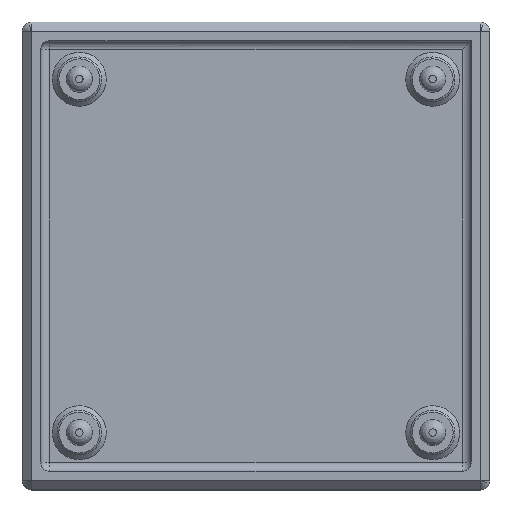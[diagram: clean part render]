
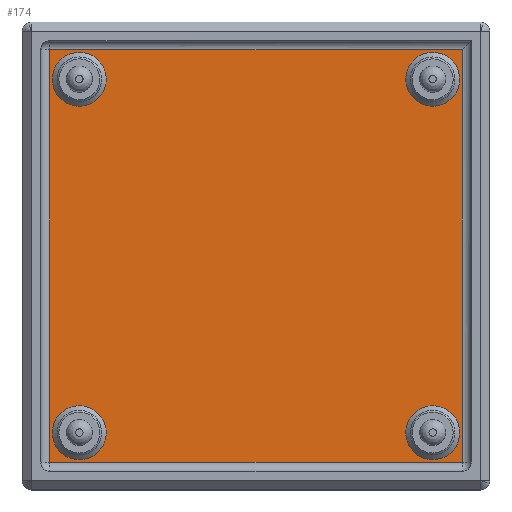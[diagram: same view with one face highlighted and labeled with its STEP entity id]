
A CAD part, top view. The second image highlights one B-rep face of the part: STEP entity #174.
In plain terms, the highlighted planar face has unit normal (0, 0, 1).
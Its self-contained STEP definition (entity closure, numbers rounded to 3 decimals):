
#55=CARTESIAN_POINT('',(-0.433,-1.473,68.495));
#56=DIRECTION('',(0.,-0.,-1.));
#57=DIRECTION('',(0.,1.,-0.));
#58=AXIS2_PLACEMENT_3D('',#55,#56,#57);
#59=PLANE('',#58);
#60=CARTESIAN_POINT('',(-19.433,20.427,68.495));
#61=VERTEX_POINT('',#60);
#62=CARTESIAN_POINT('',(-22.333,17.527,68.495));
#63=VERTEX_POINT('',#62);
#64=CARTESIAN_POINT('',(-19.433,17.527,68.495));
#65=DIRECTION('',(0.,-0.,-1.));
#66=DIRECTION('',(0.,1.,-0.));
#67=AXIS2_PLACEMENT_3D('',#64,#65,#66);
#68=CIRCLE('',#67,2.9);
#69=EDGE_CURVE('',#61,#63,#68,.T.);
#70=ORIENTED_EDGE('',*,*,#69,.T.);
#71=CARTESIAN_POINT('',(-19.433,17.527,68.495));
#72=DIRECTION('',(0.,-0.,-1.));
#73=DIRECTION('',(0.,1.,-0.));
#74=AXIS2_PLACEMENT_3D('',#71,#72,#73);
#75=CIRCLE('',#74,2.9);
#76=EDGE_CURVE('',#63,#61,#75,.T.);
#77=ORIENTED_EDGE('',*,*,#76,.T.);
#78=EDGE_LOOP('',(#70,#77));
#79=FACE_BOUND('',#78,.T.);
#80=CARTESIAN_POINT('',(18.567,20.427,68.495));
#81=VERTEX_POINT('',#80);
#82=CARTESIAN_POINT('',(15.667,17.527,68.495));
#83=VERTEX_POINT('',#82);
#84=CARTESIAN_POINT('',(18.567,17.527,68.495));
#85=DIRECTION('',(0.,-0.,-1.));
#86=DIRECTION('',(0.,1.,-0.));
#87=AXIS2_PLACEMENT_3D('',#84,#85,#86);
#88=CIRCLE('',#87,2.9);
#89=EDGE_CURVE('',#81,#83,#88,.T.);
#90=ORIENTED_EDGE('',*,*,#89,.T.);
#91=CARTESIAN_POINT('',(18.567,17.527,68.495));
#92=DIRECTION('',(0.,-0.,-1.));
#93=DIRECTION('',(0.,1.,-0.));
#94=AXIS2_PLACEMENT_3D('',#91,#92,#93);
#95=CIRCLE('',#94,2.9);
#96=EDGE_CURVE('',#83,#81,#95,.T.);
#97=ORIENTED_EDGE('',*,*,#96,.T.);
#98=EDGE_LOOP('',(#90,#97));
#99=FACE_BOUND('',#98,.T.);
#100=CARTESIAN_POINT('',(18.567,-17.573,68.495));
#101=VERTEX_POINT('',#100);
#102=CARTESIAN_POINT('',(15.667,-20.473,68.495));
#103=VERTEX_POINT('',#102);
#104=CARTESIAN_POINT('',(18.567,-20.473,68.495));
#105=DIRECTION('',(0.,-0.,-1.));
#106=DIRECTION('',(0.,1.,-0.));
#107=AXIS2_PLACEMENT_3D('',#104,#105,#106);
#108=CIRCLE('',#107,2.9);
#109=EDGE_CURVE('',#101,#103,#108,.T.);
#110=ORIENTED_EDGE('',*,*,#109,.T.);
#111=CARTESIAN_POINT('',(18.567,-20.473,68.495));
#112=DIRECTION('',(0.,-0.,-1.));
#113=DIRECTION('',(0.,1.,-0.));
#114=AXIS2_PLACEMENT_3D('',#111,#112,#113);
#115=CIRCLE('',#114,2.9);
#116=EDGE_CURVE('',#103,#101,#115,.T.);
#117=ORIENTED_EDGE('',*,*,#116,.T.);
#118=EDGE_LOOP('',(#110,#117));
#119=FACE_BOUND('',#118,.T.);
#120=CARTESIAN_POINT('',(-19.433,-17.573,68.495));
#121=VERTEX_POINT('',#120);
#122=CARTESIAN_POINT('',(-22.333,-20.473,68.495));
#123=VERTEX_POINT('',#122);
#124=CARTESIAN_POINT('',(-19.433,-20.473,68.495));
#125=DIRECTION('',(0.,-0.,-1.));
#126=DIRECTION('',(0.,1.,-0.));
#127=AXIS2_PLACEMENT_3D('',#124,#125,#126);
#128=CIRCLE('',#127,2.9);
#129=EDGE_CURVE('',#121,#123,#128,.T.);
#130=ORIENTED_EDGE('',*,*,#129,.T.);
#131=CARTESIAN_POINT('',(-19.433,-20.473,68.495));
#132=DIRECTION('',(0.,-0.,-1.));
#133=DIRECTION('',(0.,1.,-0.));
#134=AXIS2_PLACEMENT_3D('',#131,#132,#133);
#135=CIRCLE('',#134,2.9);
#136=EDGE_CURVE('',#123,#121,#135,.T.);
#137=ORIENTED_EDGE('',*,*,#136,.T.);
#138=EDGE_LOOP('',(#130,#137));
#139=FACE_BOUND('',#138,.T.);
#140=CARTESIAN_POINT('',(21.727,20.687,68.495));
#141=VERTEX_POINT('',#140);
#142=CARTESIAN_POINT('',(-22.593,20.687,68.495));
#143=VERTEX_POINT('',#142);
#144=CARTESIAN_POINT('',(21.727,20.687,68.495));
#145=DIRECTION('',(-1.,-0.,0.));
#146=VECTOR('',#145,44.32);
#147=LINE('',#144,#146);
#148=EDGE_CURVE('',#141,#143,#147,.T.);
#149=ORIENTED_EDGE('',*,*,#148,.T.);
#150=CARTESIAN_POINT('',(-22.593,-23.633,68.495));
#151=VERTEX_POINT('',#150);
#152=CARTESIAN_POINT('',(-22.593,20.687,68.495));
#153=DIRECTION('',(-0.,-1.,0.));
#154=VECTOR('',#153,44.32);
#155=LINE('',#152,#154);
#156=EDGE_CURVE('',#143,#151,#155,.T.);
#157=ORIENTED_EDGE('',*,*,#156,.T.);
#158=CARTESIAN_POINT('',(21.727,-23.633,68.495));
#159=VERTEX_POINT('',#158);
#160=CARTESIAN_POINT('',(-22.593,-23.633,68.495));
#161=DIRECTION('',(1.,0.,-0.));
#162=VECTOR('',#161,44.32);
#163=LINE('',#160,#162);
#164=EDGE_CURVE('',#151,#159,#163,.T.);
#165=ORIENTED_EDGE('',*,*,#164,.T.);
#166=CARTESIAN_POINT('',(21.727,-23.633,68.495));
#167=DIRECTION('',(0.,1.,-0.));
#168=VECTOR('',#167,44.32);
#169=LINE('',#166,#168);
#170=EDGE_CURVE('',#159,#141,#169,.T.);
#171=ORIENTED_EDGE('',*,*,#170,.T.);
#172=EDGE_LOOP('',(#149,#157,#165,#171));
#173=FACE_BOUND('',#172,.T.);
#174=ADVANCED_FACE('',(#79,#99,#119,#139,#173),#59,.F.);
